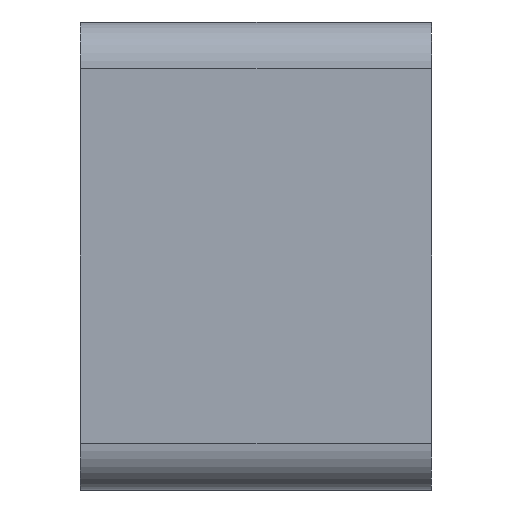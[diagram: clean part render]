
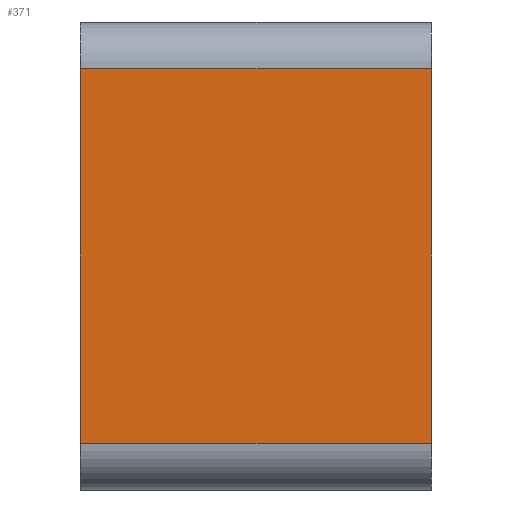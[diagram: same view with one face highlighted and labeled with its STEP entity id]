
A CAD part, left-side view. The second image highlights one B-rep face of the part: STEP entity #371.
In plain terms, the highlighted planar face has unit normal (-1, 0, 0).
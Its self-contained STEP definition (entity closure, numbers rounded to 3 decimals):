
#10 = EDGE_CURVE ( 'NONE', #298, #413, #107, .T. ) ;
#20 = DIRECTION ( 'NONE',  ( 0., -1., 0. ) ) ;
#37 = VECTOR ( 'NONE', #20, 1000. ) ;
#53 = CARTESIAN_POINT ( 'NONE',  ( -13.593, 15., -13.481 ) ) ;
#56 = EDGE_CURVE ( 'NONE', #401, #298, #98, .T. ) ;
#98 = LINE ( 'NONE', #123, #314 ) ;
#103 = CARTESIAN_POINT ( 'NONE',  ( -13.593, 0., -13.481 ) ) ;
#107 = LINE ( 'NONE', #302, #239 ) ;
#114 = AXIS2_PLACEMENT_3D ( 'NONE', #207, #326, #370 ) ;
#123 = CARTESIAN_POINT ( 'NONE',  ( -13.593, 15., -29.481 ) ) ;
#195 = DIRECTION ( 'NONE',  ( 0., -1., 0. ) ) ;
#196 = CARTESIAN_POINT ( 'NONE',  ( -13.593, 0., -29.481 ) ) ;
#198 = VECTOR ( 'NONE', #322, 1000. ) ;
#207 = CARTESIAN_POINT ( 'NONE',  ( -13.593, 15., -13.481 ) ) ;
#208 = CARTESIAN_POINT ( 'NONE',  ( -13.593, 15., -29.481 ) ) ;
#228 = LINE ( 'NONE', #435, #37 ) ;
#229 = VERTEX_POINT ( 'NONE', #53 ) ;
#232 = EDGE_CURVE ( 'NONE', #401, #229, #452, .T. ) ;
#233 = DIRECTION ( 'NONE',  ( 0., 0., 1. ) ) ;
#239 = VECTOR ( 'NONE', #233, 1000. ) ;
#287 = EDGE_CURVE ( 'NONE', #229, #413, #228, .T. ) ;
#289 = PLANE ( 'NONE',  #114 ) ;
#298 = VERTEX_POINT ( 'NONE', #196 ) ;
#302 = CARTESIAN_POINT ( 'NONE',  ( -13.593, 0., -13.481 ) ) ;
#312 = EDGE_LOOP ( 'NONE', ( #387, #425, #443, #467 ) ) ;
#314 = VECTOR ( 'NONE', #195, 1000. ) ;
#322 = DIRECTION ( 'NONE',  ( 0., 0., 1. ) ) ;
#326 = DIRECTION ( 'NONE',  ( 1., 0., 0. ) ) ;
#362 = FACE_OUTER_BOUND ( 'NONE', #312, .T. ) ;
#370 = DIRECTION ( 'NONE',  ( 0., 0., -1. ) ) ;
#371 = ADVANCED_FACE ( 'NONE', ( #362 ), #289, .F. ) ;
#387 = ORIENTED_EDGE ( 'NONE', *, *, #10, .T. ) ;
#401 = VERTEX_POINT ( 'NONE', #208 ) ;
#413 = VERTEX_POINT ( 'NONE', #103 ) ;
#425 = ORIENTED_EDGE ( 'NONE', *, *, #287, .F. ) ;
#435 = CARTESIAN_POINT ( 'NONE',  ( -13.593, 15., -13.481 ) ) ;
#443 = ORIENTED_EDGE ( 'NONE', *, *, #232, .F. ) ;
#452 = LINE ( 'NONE', #475, #198 ) ;
#467 = ORIENTED_EDGE ( 'NONE', *, *, #56, .T. ) ;
#475 = CARTESIAN_POINT ( 'NONE',  ( -13.593, 15., -13.481 ) ) ;
